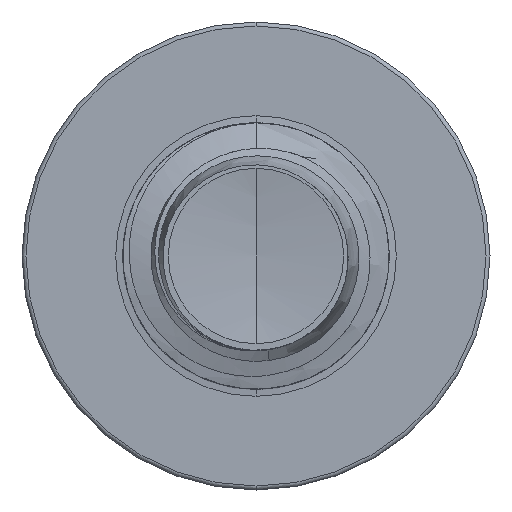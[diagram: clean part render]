
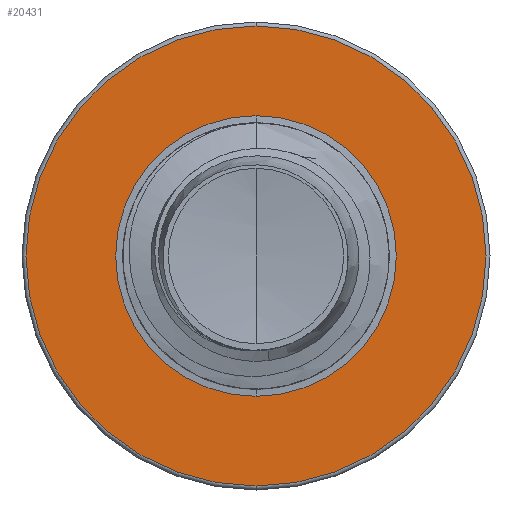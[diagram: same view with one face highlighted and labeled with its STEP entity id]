
A CAD part, front view. The second image highlights one B-rep face of the part: STEP entity #20431.
In plain terms, the highlighted planar face has unit normal (0, -1, 0).
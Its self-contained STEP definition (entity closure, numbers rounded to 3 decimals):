
#93 = CIRCLE ( 'NONE', #22244, 3.689 ) ;
#377 = VERTEX_POINT ( 'NONE', #31065 ) ;
#463 = AXIS2_PLACEMENT_3D ( 'NONE', #17853, #31952, #24349 ) ;
#1722 = EDGE_CURVE ( 'NONE', #22124, #29816, #7877, .T. ) ;
#1796 = ORIENTED_EDGE ( 'NONE', *, *, #10259, .F. ) ;
#3455 = CARTESIAN_POINT ( 'NONE',  ( 0., 25., 6.045 ) ) ;
#7877 = CIRCLE ( 'NONE', #463, 6.045 ) ;
#8477 = CARTESIAN_POINT ( 'NONE',  ( 0., 25., 0. ) ) ;
#9324 = CARTESIAN_POINT ( 'NONE',  ( 0., 25., 0. ) ) ;
#10259 = EDGE_CURVE ( 'NONE', #29816, #22124, #25818, .T. ) ;
#11333 = DIRECTION ( 'NONE',  ( 0., 0., 1. ) ) ;
#12181 = DIRECTION ( 'NONE',  ( 0., 0., 1. ) ) ;
#14770 = DIRECTION ( 'NONE',  ( 0., 1., 0. ) ) ;
#14837 = FACE_BOUND ( 'NONE', #31988, .T. ) ;
#17853 = CARTESIAN_POINT ( 'NONE',  ( 0., 25., 0. ) ) ;
#18554 = ORIENTED_EDGE ( 'NONE', *, *, #19344, .T. ) ;
#18785 = DIRECTION ( 'NONE',  ( 0., 0., 1. ) ) ;
#19344 = EDGE_CURVE ( 'NONE', #377, #23373, #93, .T. ) ;
#19659 = EDGE_CURVE ( 'NONE', #23373, #377, #20137, .T. ) ;
#19933 = CARTESIAN_POINT ( 'NONE',  ( 0., 25., -6.045 ) ) ;
#20111 = CARTESIAN_POINT ( 'NONE',  ( 0., 25., -3.689 ) ) ;
#20137 = CIRCLE ( 'NONE', #31424, 3.689 ) ;
#20431 = ADVANCED_FACE ( 'NONE', ( #29580, #14837 ), #29260, .F. ) ;
#21853 = AXIS2_PLACEMENT_3D ( 'NONE', #9324, #28830, #12181 ) ;
#22124 = VERTEX_POINT ( 'NONE', #19933 ) ;
#22244 = AXIS2_PLACEMENT_3D ( 'NONE', #8477, #28019, #11333 ) ;
#23373 = VERTEX_POINT ( 'NONE', #20111 ) ;
#23865 = EDGE_LOOP ( 'NONE', ( #1796, #33205 ) ) ;
#24349 = DIRECTION ( 'NONE',  ( 0., 0., 1. ) ) ;
#25818 = CIRCLE ( 'NONE', #21853, 6.045 ) ;
#28019 = DIRECTION ( 'NONE',  ( 0., 1., 0. ) ) ;
#28203 = ORIENTED_EDGE ( 'NONE', *, *, #19659, .T. ) ;
#28830 = DIRECTION ( 'NONE',  ( 0., 1., 0. ) ) ;
#28898 = AXIS2_PLACEMENT_3D ( 'NONE', #32514, #35252, #18785 ) ;
#29260 = PLANE ( 'NONE',  #28898 ) ;
#29580 = FACE_OUTER_BOUND ( 'NONE', #23865, .T. ) ;
#29816 = VERTEX_POINT ( 'NONE', #3455 ) ;
#31065 = CARTESIAN_POINT ( 'NONE',  ( 0., 25., 3.689 ) ) ;
#31355 = CARTESIAN_POINT ( 'NONE',  ( 0., 25., 0. ) ) ;
#31424 = AXIS2_PLACEMENT_3D ( 'NONE', #31355, #14770, #34114 ) ;
#31952 = DIRECTION ( 'NONE',  ( 0., 1., 0. ) ) ;
#31988 = EDGE_LOOP ( 'NONE', ( #18554, #28203 ) ) ;
#32514 = CARTESIAN_POINT ( 'NONE',  ( 0., 25., -3.689 ) ) ;
#33205 = ORIENTED_EDGE ( 'NONE', *, *, #1722, .F. ) ;
#34114 = DIRECTION ( 'NONE',  ( 0., 0., 1. ) ) ;
#35252 = DIRECTION ( 'NONE',  ( 0., 1., 0. ) ) ;
